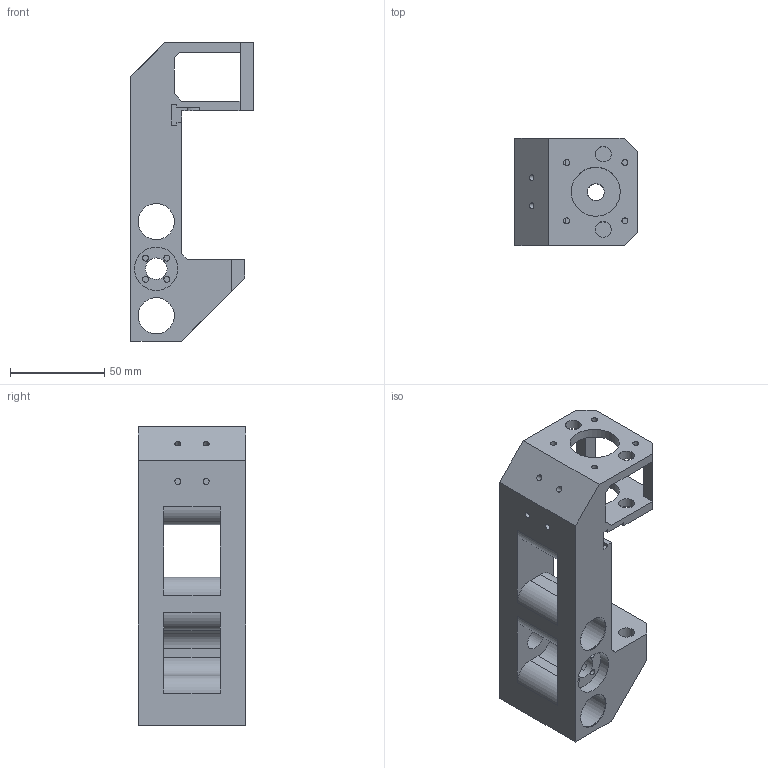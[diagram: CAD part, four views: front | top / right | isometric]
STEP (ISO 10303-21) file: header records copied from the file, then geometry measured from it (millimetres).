
FILE_DESCRIPTION(('FreeCAD Model'),'2;1');
FILE_NAME('Carro X.step', '2018-02-12T08:20:11',('Author'),(''), 'Open CASCADE STEP processor 6.8','FreeCAD','Unknown');
FILE_SCHEMA(('AUTOMOTIVE_DESIGN_CC2 { 1 2 10303 214 -1 1 5 4 }'));
Length unit declared in the file: millimetre
Products named in the file (2): ASSEMBLY; CarroX
Assembly tree (1 placements, depth 2):
  ASSEMBLY
    CarroX
Bounding box: 65 x 57 x 158.5 mm (x, y, z)
Volume: 208871.9 mm3; surface area: 54405.8 mm2
Topology: 1 solids, 1 shells, 119 faces, 341 edges, 234 vertices
Faces by surface type: plane 79, cylinder 40
Full cylindrical faces by diameter (mm): 3.2 x12, 8.4 x6, 9 x1, 11.5 x2, 19.2 x4, 19.6 x2, 23 x1, 26 x2
Entity records: 8936 total; most frequent: CARTESIAN_POINT 2033, DIRECTION 1284, LINE 802, VECTOR 802, ORIENTED_EDGE 682, PCURVE 682, DEFINITIONAL_REPRESENTATION 682, EDGE_CURVE 341
